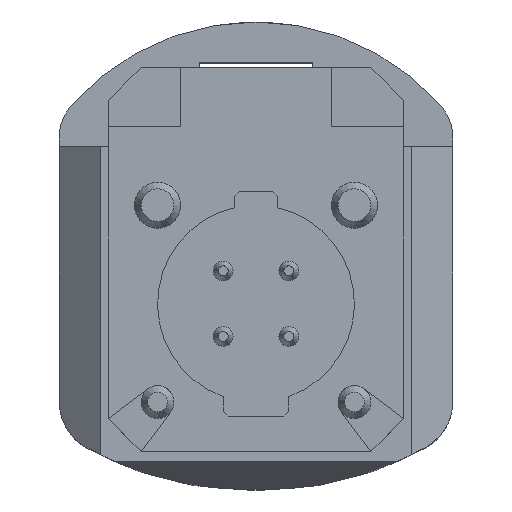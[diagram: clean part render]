
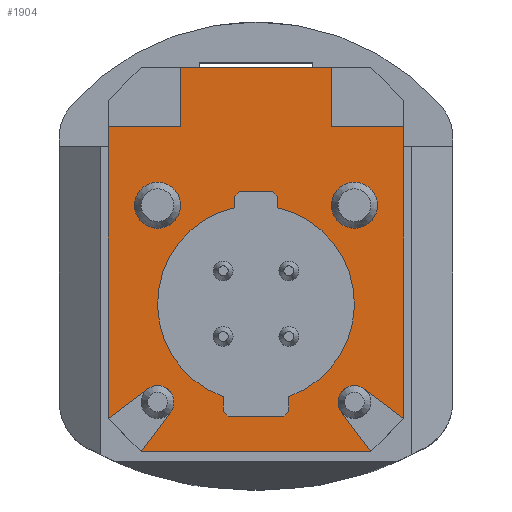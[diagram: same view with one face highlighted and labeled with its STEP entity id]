
A CAD part, top view. The second image highlights one B-rep face of the part: STEP entity #1904.
In plain terms, the highlighted planar face has unit normal (0, 0, 1).
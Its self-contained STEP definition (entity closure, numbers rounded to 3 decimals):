
#1411=LINE('',#5250,#1679);
#1419=LINE('',#5266,#1687);
#1427=LINE('',#5282,#1695);
#1431=LINE('',#5298,#1699);
#1432=LINE('',#5300,#1700);
#1433=LINE('',#5302,#1701);
#1434=LINE('',#5303,#1702);
#1435=LINE('',#5305,#1703);
#1436=LINE('',#5307,#1704);
#1437=LINE('',#5309,#1705);
#1438=LINE('',#5313,#1706);
#1439=LINE('',#5315,#1707);
#1440=LINE('',#5320,#1708);
#1441=LINE('',#5323,#1709);
#1442=LINE('',#5325,#1710);
#1443=LINE('',#5327,#1711);
#1444=LINE('',#5331,#1712);
#1445=LINE('',#5333,#1713);
#1446=LINE('',#5335,#1714);
#1447=LINE('',#5337,#1715);
#1448=LINE('',#5339,#1716);
#1449=LINE('',#5343,#1717);
#1679=VECTOR('',#4432,1.);
#1687=VECTOR('',#4444,1.);
#1695=VECTOR('',#4456,1.);
#1699=VECTOR('',#4476,1.);
#1700=VECTOR('',#4479,1.);
#1701=VECTOR('',#4480,1.);
#1702=VECTOR('',#4481,1.);
#1703=VECTOR('',#4482,1.);
#1704=VECTOR('',#4483,1.);
#1705=VECTOR('',#4484,1.);
#1706=VECTOR('',#4487,1.);
#1707=VECTOR('',#4488,1.);
#1708=VECTOR('',#4493,1.);
#1709=VECTOR('',#4494,1.);
#1710=VECTOR('',#4495,1.);
#1711=VECTOR('',#4496,1.);
#1712=VECTOR('',#4499,1.);
#1713=VECTOR('',#4500,1.);
#1714=VECTOR('',#4501,1.);
#1715=VECTOR('',#4502,1.);
#1716=VECTOR('',#4503,1.);
#1717=VECTOR('',#4506,1.);
#1904=ADVANCED_FACE('',(#2101,#2102,#2103,#2104),#2039,.T.);
#2039=PLANE('',#3933);
#2101=FACE_BOUND('',#2238,.T.);
#2102=FACE_BOUND('',#2239,.T.);
#2103=FACE_BOUND('',#2240,.T.);
#2104=FACE_BOUND('',#2241,.T.);
#2238=EDGE_LOOP('',(#2777,#2778,#2779,#2780,#2781,#2782,#2783,#2784,#2785,
#2786,#2787,#2788,#2789,#2790));
#2239=EDGE_LOOP('',(#2791));
#2240=EDGE_LOOP('',(#2792));
#2241=EDGE_LOOP('',(#2793,#2794,#2795,#2796,#2797,#2798,#2799,#2800,#2801,
#2802,#2803,#2804));
#2777=ORIENTED_EDGE('',*,*,#3569,.F.);
#2778=ORIENTED_EDGE('',*,*,#3553,.F.);
#2779=ORIENTED_EDGE('',*,*,#3570,.F.);
#2780=ORIENTED_EDGE('',*,*,#3571,.F.);
#2781=ORIENTED_EDGE('',*,*,#3545,.F.);
#2782=ORIENTED_EDGE('',*,*,#3572,.F.);
#2783=ORIENTED_EDGE('',*,*,#3573,.F.);
#2784=ORIENTED_EDGE('',*,*,#3574,.F.);
#2785=ORIENTED_EDGE('',*,*,#3575,.F.);
#2786=ORIENTED_EDGE('',*,*,#3576,.F.);
#2787=ORIENTED_EDGE('',*,*,#3577,.F.);
#2788=ORIENTED_EDGE('',*,*,#3578,.F.);
#2789=ORIENTED_EDGE('',*,*,#3561,.F.);
#2790=ORIENTED_EDGE('',*,*,#3565,.F.);
#2791=ORIENTED_EDGE('',*,*,#3579,.F.);
#2792=ORIENTED_EDGE('',*,*,#3580,.F.);
#2793=ORIENTED_EDGE('',*,*,#3581,.T.);
#2794=ORIENTED_EDGE('',*,*,#3582,.T.);
#2795=ORIENTED_EDGE('',*,*,#3583,.T.);
#2796=ORIENTED_EDGE('',*,*,#3584,.T.);
#2797=ORIENTED_EDGE('',*,*,#3585,.F.);
#2798=ORIENTED_EDGE('',*,*,#3586,.F.);
#2799=ORIENTED_EDGE('',*,*,#3587,.F.);
#2800=ORIENTED_EDGE('',*,*,#3588,.F.);
#2801=ORIENTED_EDGE('',*,*,#3589,.F.);
#2802=ORIENTED_EDGE('',*,*,#3590,.T.);
#2803=ORIENTED_EDGE('',*,*,#3591,.F.);
#2804=ORIENTED_EDGE('',*,*,#3592,.T.);
#3226=VERTEX_POINT('',#5249);
#3227=VERTEX_POINT('',#5251);
#3232=VERTEX_POINT('',#5265);
#3233=VERTEX_POINT('',#5267);
#3234=VERTEX_POINT('',#5272);
#3238=VERTEX_POINT('',#5281);
#3240=VERTEX_POINT('',#5288);
#3243=VERTEX_POINT('',#5301);
#3244=VERTEX_POINT('',#5304);
#3245=VERTEX_POINT('',#5306);
#3246=VERTEX_POINT('',#5308);
#3247=VERTEX_POINT('',#5310);
#3248=VERTEX_POINT('',#5312);
#3249=VERTEX_POINT('',#5314);
#3250=VERTEX_POINT('',#5317);
#3251=VERTEX_POINT('',#5319);
#3252=VERTEX_POINT('',#5321);
#3253=VERTEX_POINT('',#5322);
#3254=VERTEX_POINT('',#5324);
#3255=VERTEX_POINT('',#5326);
#3256=VERTEX_POINT('',#5328);
#3257=VERTEX_POINT('',#5330);
#3258=VERTEX_POINT('',#5332);
#3259=VERTEX_POINT('',#5334);
#3260=VERTEX_POINT('',#5336);
#3261=VERTEX_POINT('',#5338);
#3262=VERTEX_POINT('',#5340);
#3263=VERTEX_POINT('',#5342);
#3545=EDGE_CURVE('',#3226,#3227,#1411,.T.);
#3553=EDGE_CURVE('',#3232,#3233,#1419,.T.);
#3561=EDGE_CURVE('',#3238,#3234,#1427,.T.);
#3565=EDGE_CURVE('',#3240,#3238,#3750,.T.);
#3569=EDGE_CURVE('',#3233,#3240,#1431,.T.);
#3570=EDGE_CURVE('',#3243,#3232,#1432,.T.);
#3571=EDGE_CURVE('',#3227,#3243,#1433,.T.);
#3572=EDGE_CURVE('',#3244,#3226,#1434,.T.);
#3573=EDGE_CURVE('',#3245,#3244,#1435,.T.);
#3574=EDGE_CURVE('',#3246,#3245,#1436,.T.);
#3575=EDGE_CURVE('',#3247,#3246,#1437,.T.);
#3576=EDGE_CURVE('',#3248,#3247,#3753,.T.);
#3577=EDGE_CURVE('',#3249,#3248,#1438,.T.);
#3578=EDGE_CURVE('',#3234,#3249,#1439,.T.);
#3579=EDGE_CURVE('',#3250,#3250,#3754,.T.);
#3580=EDGE_CURVE('',#3251,#3251,#3755,.T.);
#3581=EDGE_CURVE('',#3252,#3253,#1440,.T.);
#3582=EDGE_CURVE('',#3253,#3254,#1441,.T.);
#3583=EDGE_CURVE('',#3254,#3255,#1442,.T.);
#3584=EDGE_CURVE('',#3255,#3256,#1443,.T.);
#3585=EDGE_CURVE('',#3257,#3256,#3756,.T.);
#3586=EDGE_CURVE('',#3258,#3257,#1444,.T.);
#3587=EDGE_CURVE('',#3259,#3258,#1445,.T.);
#3588=EDGE_CURVE('',#3260,#3259,#1446,.T.);
#3589=EDGE_CURVE('',#3261,#3260,#1447,.T.);
#3590=EDGE_CURVE('',#3261,#3262,#1448,.T.);
#3591=EDGE_CURVE('',#3263,#3262,#3757,.T.);
#3592=EDGE_CURVE('',#3263,#3252,#1449,.T.);
#3750=CIRCLE('',#3921,0.5);
#3753=CIRCLE('',#3928,0.5);
#3754=CIRCLE('',#3929,0.7);
#3755=CIRCLE('',#3930,0.7);
#3756=CIRCLE('',#3931,3.);
#3757=CIRCLE('',#3932,3.);
#3921=AXIS2_PLACEMENT_3D('',#5290,#4463,#4464);
#3928=AXIS2_PLACEMENT_3D('',#5311,#4485,#4486);
#3929=AXIS2_PLACEMENT_3D('',#5316,#4489,#4490);
#3930=AXIS2_PLACEMENT_3D('',#5318,#4491,#4492);
#3931=AXIS2_PLACEMENT_3D('',#5329,#4497,#4498);
#3932=AXIS2_PLACEMENT_3D('',#5341,#4504,#4505);
#3933=AXIS2_PLACEMENT_3D('',#5344,#4507,#4508);
#4432=DIRECTION('',(1.,0.,0.));
#4444=DIRECTION('',(0.,-1.,0.));
#4456=DIRECTION('',(0.6,-0.8,0.));
#4463=DIRECTION('',(0.,0.,1.));
#4464=DIRECTION('',(1.,0.,0.));
#4476=DIRECTION('',(-0.8,0.6,0.));
#4479=DIRECTION('',(1.,0.,0.));
#4480=DIRECTION('',(0.,-1.,0.));
#4481=DIRECTION('',(0.,1.,0.));
#4482=DIRECTION('',(1.,0.,0.));
#4483=DIRECTION('',(0.,1.,0.));
#4484=DIRECTION('',(-0.8,-0.6,0.));
#4485=DIRECTION('',(0.,0.,1.));
#4486=DIRECTION('',(0.8,-0.6,0.));
#4487=DIRECTION('',(0.6,0.8,0.));
#4488=DIRECTION('',(-1.,0.,0.));
#4489=DIRECTION('',(0.,0.,1.));
#4490=DIRECTION('',(1.,0.,0.));
#4491=DIRECTION('',(0.,0.,1.));
#4492=DIRECTION('',(-1.,0.,0.));
#4493=DIRECTION('',(-0.707,-0.707,0.));
#4494=DIRECTION('',(-1.,0.,0.));
#4495=DIRECTION('',(-0.707,0.707,0.));
#4496=DIRECTION('',(0.,1.,0.));
#4497=DIRECTION('',(0.,0.,1.));
#4498=DIRECTION('',(1.,0.,0.));
#4499=DIRECTION('',(0.,-1.,0.));
#4500=DIRECTION('',(-0.707,-0.707,0.));
#4501=DIRECTION('',(-1.,0.,0.));
#4502=DIRECTION('',(-0.707,0.707,0.));
#4503=DIRECTION('',(0.,-1.,0.));
#4504=DIRECTION('',(0.,0.,1.));
#4505=DIRECTION('',(1.,0.,0.));
#4506=DIRECTION('',(0.,-1.,0.));
#4507=DIRECTION('',(0.,0.,1.));
#4508=DIRECTION('',(-1.,0.,0.));
#5249=CARTESIAN_POINT('',(-2.3,7.2,1.05));
#5250=CARTESIAN_POINT('',(-2.276,7.2,1.05));
#5251=CARTESIAN_POINT('',(2.3,7.2,1.05));
#5265=CARTESIAN_POINT('',(4.5,5.4,1.05));
#5266=CARTESIAN_POINT('',(4.5,5.376,1.05));
#5267=CARTESIAN_POINT('',(4.5,-3.5,1.05));
#5272=CARTESIAN_POINT('',(3.5,-4.5,1.05));
#5281=CARTESIAN_POINT('',(2.6,-3.3,1.05));
#5282=CARTESIAN_POINT('',(0.08,0.06,1.05));
#5288=CARTESIAN_POINT('',(3.3,-2.6,1.05));
#5290=CARTESIAN_POINT('',(3.,-3.,1.05));
#5298=CARTESIAN_POINT('',(-0.06,-0.08,1.05));
#5300=CARTESIAN_POINT('',(0.,5.4,1.05));
#5301=CARTESIAN_POINT('',(2.3,5.4,1.05));
#5302=CARTESIAN_POINT('',(2.3,0.,1.05));
#5303=CARTESIAN_POINT('',(-2.3,0.,1.05));
#5304=CARTESIAN_POINT('',(-2.3,5.4,1.05));
#5305=CARTESIAN_POINT('',(0.,5.4,1.05));
#5306=CARTESIAN_POINT('',(-4.5,5.4,1.05));
#5307=CARTESIAN_POINT('',(-4.5,-3.5,1.05));
#5308=CARTESIAN_POINT('',(-4.5,-3.5,1.05));
#5309=CARTESIAN_POINT('',(-3.3,-2.6,1.05));
#5310=CARTESIAN_POINT('',(-3.3,-2.6,1.05));
#5311=CARTESIAN_POINT('',(-3.,-3.,1.05));
#5312=CARTESIAN_POINT('',(-2.6,-3.3,1.05));
#5313=CARTESIAN_POINT('',(-3.5,-4.5,1.05));
#5314=CARTESIAN_POINT('',(-3.5,-4.5,1.05));
#5315=CARTESIAN_POINT('',(3.375,-4.5,1.05));
#5316=CARTESIAN_POINT('',(3.,3.,1.05));
#5317=CARTESIAN_POINT('',(3.7,3.,1.05));
#5318=CARTESIAN_POINT('',(-3.,3.,1.05));
#5319=CARTESIAN_POINT('',(-3.7,3.,1.05));
#5320=CARTESIAN_POINT('',(0.925,-3.35,1.05));
#5321=CARTESIAN_POINT('',(1.,-3.275,1.05));
#5322=CARTESIAN_POINT('',(0.85,-3.425,1.05));
#5323=CARTESIAN_POINT('',(0.,-3.425,1.05));
#5324=CARTESIAN_POINT('',(-0.85,-3.425,1.05));
#5325=CARTESIAN_POINT('',(-2.138,-2.137,1.05));
#5326=CARTESIAN_POINT('',(-1.,-3.275,1.05));
#5327=CARTESIAN_POINT('',(-1.,0.,1.05));
#5328=CARTESIAN_POINT('',(-1.,-2.828,1.05));
#5329=CARTESIAN_POINT('',(0.,0.,1.05));
#5330=CARTESIAN_POINT('',(-0.65,2.929,1.05));
#5331=CARTESIAN_POINT('',(-0.65,3.102,1.05));
#5332=CARTESIAN_POINT('',(-0.65,3.275,1.05));
#5333=CARTESIAN_POINT('',(-0.575,3.35,1.05));
#5334=CARTESIAN_POINT('',(-0.5,3.425,1.05));
#5335=CARTESIAN_POINT('',(0.,3.425,1.05));
#5336=CARTESIAN_POINT('',(0.5,3.425,1.05));
#5337=CARTESIAN_POINT('',(1.963,1.962,1.05));
#5338=CARTESIAN_POINT('',(0.65,3.275,1.05));
#5339=CARTESIAN_POINT('',(0.65,3.102,1.05));
#5340=CARTESIAN_POINT('',(0.65,2.929,1.05));
#5341=CARTESIAN_POINT('',(0.,0.,1.05));
#5342=CARTESIAN_POINT('',(1.,-2.828,1.05));
#5343=CARTESIAN_POINT('',(1.,-3.052,1.05));
#5344=CARTESIAN_POINT('',(0.,0.,1.05));
